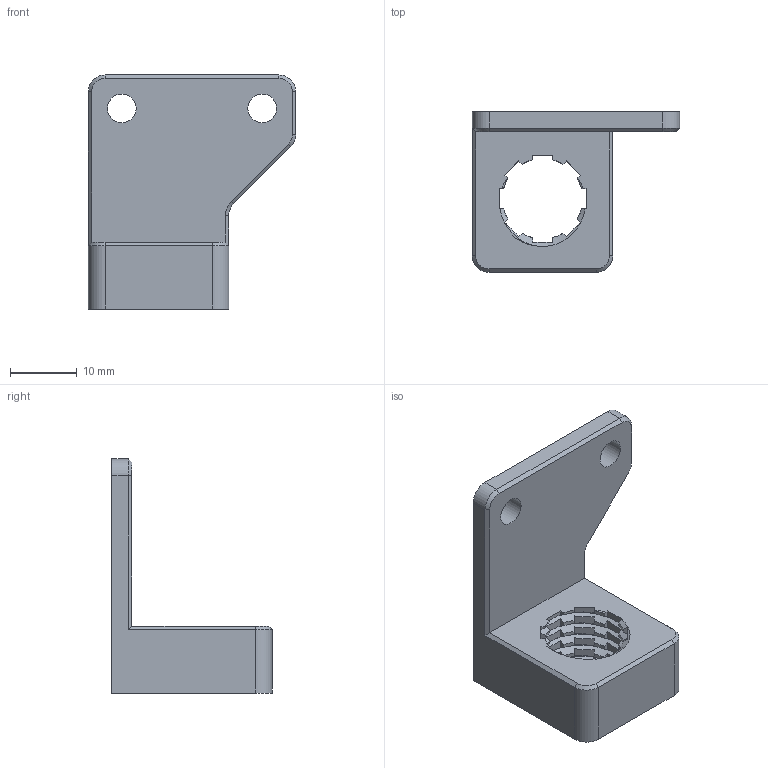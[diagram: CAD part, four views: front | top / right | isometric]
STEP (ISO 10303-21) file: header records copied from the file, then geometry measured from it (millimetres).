
FILE_DESCRIPTION(/* description */ (''),/* implementation_level */ '2;1');
FILE_NAME(/* name */ 'Proximity Sensor Adapter (12 millimeter diameter).step',/* time_stamp */ '2025-07-08T21:07:16+02:00',/* author */ (''),/* organization */ (''),/* preprocessor_version */ 'ST-DEVELOPER v20.1',/* originating_system */ 'Autodesk Translation Framework v14.4.0.0',/* authorisation */ '');
FILE_SCHEMA (('AUTOMOTIVE_DESIGN { 1 0 10303 214 3 1 1 }'));
Length unit declared in the file: millimetre
Products named in the file (1): Adapter Datei Gehäuse V5
Bounding box: 31 x 24 x 35 mm (x, y, z)
Volume: 5551 mm3; surface area: 3760.8 mm2
Topology: 1 solids, 1 shells, 219 faces, 637 edges, 420 vertices
Faces by surface type: plane 153, cylinder 56, cone 6, bspline 4
Full cylindrical faces by diameter (mm): 4.3 x2, 14.251 x4
Entity records: 12169 total; most frequent: CARTESIAN_POINT 7022, ORIENTED_EDGE 1274, DIRECTION 751, EDGE_CURVE 637, VERTEX_POINT 420, B_SPLINE_CURVE_WITH_KNOTS 346, LINE 263, VECTOR 263
